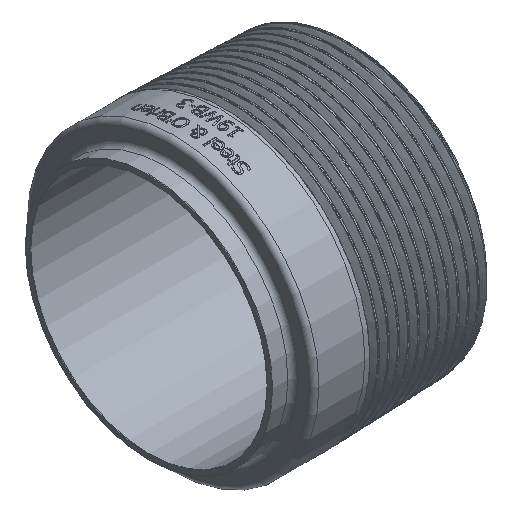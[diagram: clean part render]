
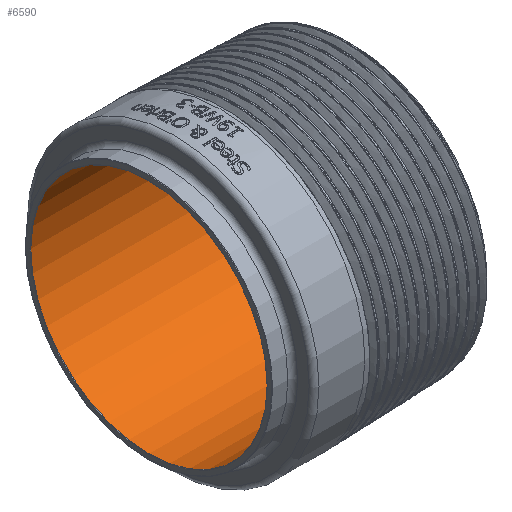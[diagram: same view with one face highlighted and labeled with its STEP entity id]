
A CAD part, isometric view. The second image highlights one B-rep face of the part: STEP entity #6590.
In plain terms, the highlighted cylindrical face has radius 36.449 mm (diameter 72.898 mm), a full revolution.
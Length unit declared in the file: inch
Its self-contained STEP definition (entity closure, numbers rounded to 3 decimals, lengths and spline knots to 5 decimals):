
#112=CYLINDRICAL_SURFACE('',#6958,1.435);
#797=FACE_OUTER_BOUND('',#1190,.T.);
#1190=EDGE_LOOP('',(#6168,#6169,#6170,#6171,#6172,#6173,#6174,#6175));
#1334=CIRCLE('',#6954,1.435);
#1335=CIRCLE('',#6955,1.435);
#1337=CIRCLE('',#6957,1.435);
#1338=CIRCLE('',#6959,1.435);
#1339=CIRCLE('',#6960,1.435);
#1340=CIRCLE('',#6961,1.435);
#2162=LINE('',#20779,#2586);
#2586=VECTOR('',#8092,1.435);
#3232=VERTEX_POINT('',#20770);
#3233=VERTEX_POINT('',#20771);
#3234=VERTEX_POINT('',#20773);
#3235=VERTEX_POINT('',#20778);
#3236=VERTEX_POINT('',#20780);
#3237=VERTEX_POINT('',#20782);
#4216=EDGE_CURVE('',#3232,#3233,#1334,.T.);
#4217=EDGE_CURVE('',#3233,#3234,#1335,.T.);
#4219=EDGE_CURVE('',#3234,#3232,#1337,.T.);
#4220=EDGE_CURVE('',#3233,#3235,#2162,.T.);
#4221=EDGE_CURVE('',#3236,#3235,#1338,.T.);
#4222=EDGE_CURVE('',#3237,#3236,#1339,.T.);
#4223=EDGE_CURVE('',#3235,#3237,#1340,.T.);
#6168=ORIENTED_EDGE('',*,*,#4216,.F.);
#6169=ORIENTED_EDGE('',*,*,#4219,.F.);
#6170=ORIENTED_EDGE('',*,*,#4217,.F.);
#6171=ORIENTED_EDGE('',*,*,#4220,.T.);
#6172=ORIENTED_EDGE('',*,*,#4221,.F.);
#6173=ORIENTED_EDGE('',*,*,#4222,.F.);
#6174=ORIENTED_EDGE('',*,*,#4223,.F.);
#6175=ORIENTED_EDGE('',*,*,#4220,.F.);
#6590=ADVANCED_FACE('',(#797),#112,.F.);
#6954=AXIS2_PLACEMENT_3D('',#20772,#8082,#8083);
#6955=AXIS2_PLACEMENT_3D('',#20774,#8084,#8085);
#6957=AXIS2_PLACEMENT_3D('',#20776,#8088,#8089);
#6958=AXIS2_PLACEMENT_3D('',#20777,#8090,#8091);
#6959=AXIS2_PLACEMENT_3D('',#20781,#8093,#8094);
#6960=AXIS2_PLACEMENT_3D('',#20783,#8095,#8096);
#6961=AXIS2_PLACEMENT_3D('',#20784,#8097,#8098);
#8082=DIRECTION('center_axis',(-1.,0.,0.));
#8083=DIRECTION('ref_axis',(0.,-1.,0.));
#8084=DIRECTION('center_axis',(-1.,0.,0.));
#8085=DIRECTION('ref_axis',(0.,-1.,0.));
#8088=DIRECTION('center_axis',(-1.,0.,0.));
#8089=DIRECTION('ref_axis',(0.,-1.,0.));
#8090=DIRECTION('center_axis',(1.,0.,0.));
#8091=DIRECTION('ref_axis',(0.,1.,0.));
#8092=DIRECTION('',(-1.,0.,0.));
#8093=DIRECTION('center_axis',(1.,0.,0.));
#8094=DIRECTION('ref_axis',(0.,-1.,0.));
#8095=DIRECTION('center_axis',(1.,0.,0.));
#8096=DIRECTION('ref_axis',(0.,-1.,0.));
#8097=DIRECTION('center_axis',(1.,0.,0.));
#8098=DIRECTION('ref_axis',(0.,-1.,0.));
#20770=CARTESIAN_POINT('',(2.47,1.435,0.));
#20771=CARTESIAN_POINT('',(2.47,-1.435,0.));
#20772=CARTESIAN_POINT('Origin',(2.47,0.,0.));
#20773=CARTESIAN_POINT('',(2.47,0.,1.435));
#20774=CARTESIAN_POINT('Origin',(2.47,0.,0.));
#20776=CARTESIAN_POINT('Origin',(2.47,0.,0.));
#20777=CARTESIAN_POINT('Origin',(0.815,0.,0.));
#20778=CARTESIAN_POINT('',(0.005,-1.435,0.));
#20779=CARTESIAN_POINT('',(0.815,-1.435,0.));
#20780=CARTESIAN_POINT('',(0.005,0.,1.435));
#20781=CARTESIAN_POINT('Origin',(0.005,0.,0.));
#20782=CARTESIAN_POINT('',(0.005,1.435,0.));
#20783=CARTESIAN_POINT('Origin',(0.005,0.,0.));
#20784=CARTESIAN_POINT('Origin',(0.005,0.,0.));
